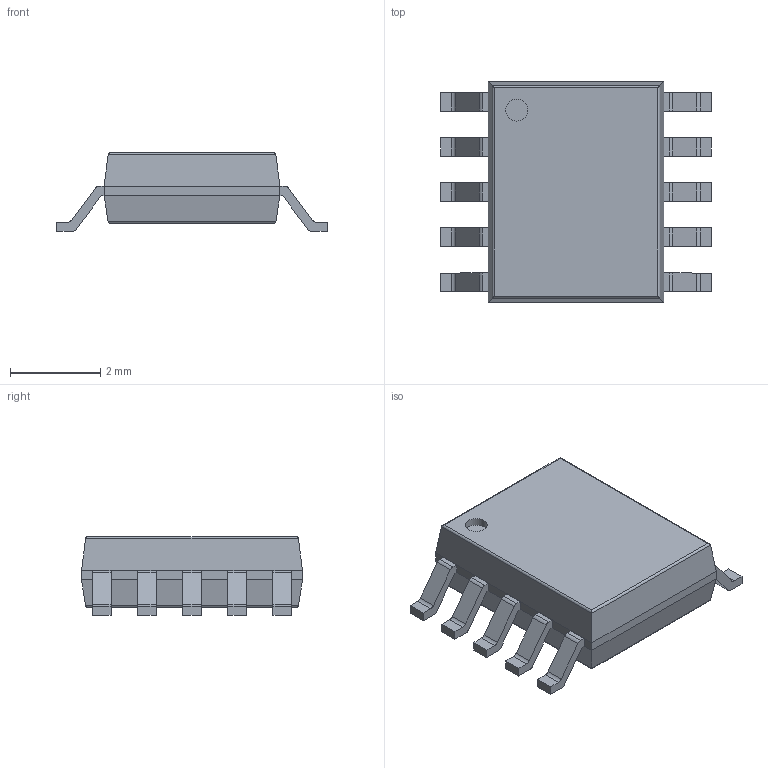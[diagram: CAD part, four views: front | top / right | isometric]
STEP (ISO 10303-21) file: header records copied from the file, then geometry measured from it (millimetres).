
FILE_DESCRIPTION(('CAx-IF Rec.Pracs.---Model Styling and Organization---1.5---2016-08-15','CAx-IF Rec.Pracs.---Geometric and Assembly Validation Properties---4.4---2016-08-17','CAx-IF Rec.Pracs.---User Defined Attributes---1.5---2016-08-15','CAx-IF Rec.Pracs.---External References---2.1---2005-01-19'),'2;1');
FILE_NAME('867014.2.1.step','2023-03-14T06:50:47',('Unspecified'),('Unspecified'),'CAD Exchanger 3.8.1 (cadexchanger.com)','Unspecified','');
FILE_SCHEMA(('AUTOMOTIVE_DESIGN { 1 0 10303 214 1 1 1 1 }'));
Length unit declared in the file: millimetre
Products named in the file (3): ASSEMBLY; Body; PinsArrayLR
Assembly tree (2 placements, depth 2):
  ASSEMBLY
    Body
    PinsArrayLR
Bounding box: 6 x 4.9 x 1.75 mm (x, y, z)
Volume: 30.1 mm3; surface area: 81.4 mm2
Topology: 11 solids, 11 shells, 154 faces, 377 edges, 246 vertices
Faces by surface type: plane 115, cylinder 39
Full cylindrical faces by diameter (mm): 0.487 x1
Entity records: 4586 total; most frequent: CARTESIAN_POINT 778, DIRECTION 757, ORIENTED_EDGE 754, EDGE_CURVE 377, LINE 307, VECTOR 307, VERTEX_POINT 246, AXIS2_PLACEMENT_3D 225
